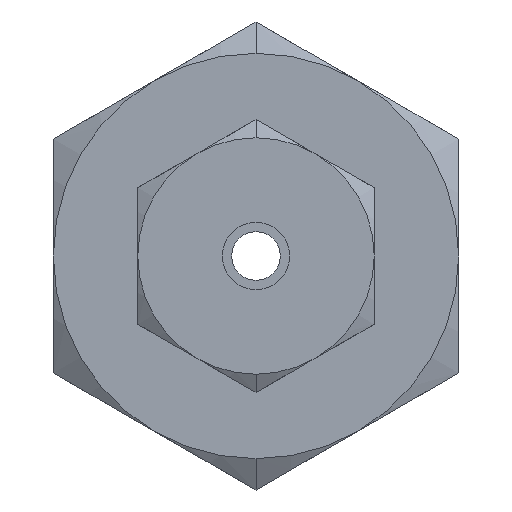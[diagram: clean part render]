
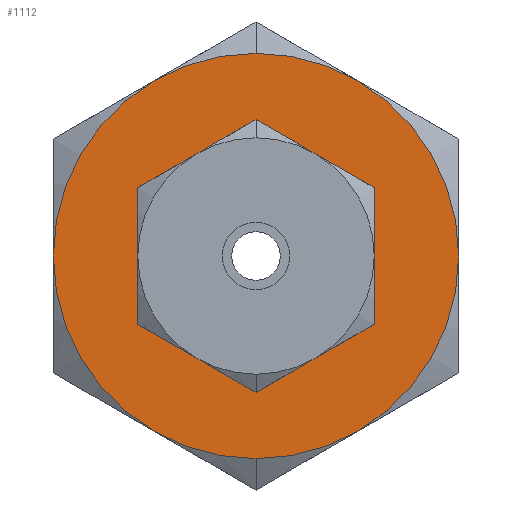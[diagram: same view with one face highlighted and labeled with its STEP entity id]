
A CAD part, left-side view. The second image highlights one B-rep face of the part: STEP entity #1112.
In plain terms, the highlighted planar face has unit normal (-1, 0, 0).
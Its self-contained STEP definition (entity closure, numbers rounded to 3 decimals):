
#96 = DIRECTION ( 'NONE',  ( -1., 0., 0. ) ) ;
#174 = EDGE_LOOP ( 'NONE', ( #4257, #8833, #5028, #1529, #1147, #1696, #4475, #1331 ) ) ;
#305 = CIRCLE ( 'NONE', #5586, 9.525 ) ;
#487 = AXIS2_PLACEMENT_3D ( 'NONE', #3361, #2644, #5527 ) ;
#668 = EDGE_CURVE ( 'NONE', #9011, #881, #4549, .T. ) ;
#776 = CARTESIAN_POINT ( 'NONE',  ( 15.24, -4.763, -8.249 ) ) ;
#881 = VERTEX_POINT ( 'NONE', #6647 ) ;
#909 = CARTESIAN_POINT ( 'NONE',  ( 15.24, 0., 0. ) ) ;
#933 = CIRCLE ( 'NONE', #6209, 9.525 ) ;
#1024 = AXIS2_PLACEMENT_3D ( 'NONE', #7049, #4879, #4215 ) ;
#1091 = AXIS2_PLACEMENT_3D ( 'NONE', #1267, #6180, #4800 ) ;
#1112 = ADVANCED_FACE ( 'NONE', ( #5594, #4173 ), #7753, .F. ) ;
#1147 = ORIENTED_EDGE ( 'NONE', *, *, #7831, .T. ) ;
#1166 = CARTESIAN_POINT ( 'NONE',  ( 15.24, 0., 3.213 ) ) ;
#1222 = DIRECTION ( 'NONE',  ( 0., -1., 0. ) ) ;
#1267 = CARTESIAN_POINT ( 'NONE',  ( 15.24, 0., 0. ) ) ;
#1282 = DIRECTION ( 'NONE',  ( -1., 0., 0. ) ) ;
#1331 = ORIENTED_EDGE ( 'NONE', *, *, #3360, .T. ) ;
#1493 = CIRCLE ( 'NONE', #6760, 9.525 ) ;
#1529 = ORIENTED_EDGE ( 'NONE', *, *, #3966, .T. ) ;
#1582 = AXIS2_PLACEMENT_3D ( 'NONE', #1962, #2176, #2985 ) ;
#1696 = ORIENTED_EDGE ( 'NONE', *, *, #7282, .T. ) ;
#1961 = VERTEX_POINT ( 'NONE', #5706 ) ;
#1962 = CARTESIAN_POINT ( 'NONE',  ( 15.24, 0., 0. ) ) ;
#1981 = CARTESIAN_POINT ( 'NONE',  ( 15.24, 0., 0. ) ) ;
#2082 = DIRECTION ( 'NONE',  ( -1., 0., 0. ) ) ;
#2116 = ORIENTED_EDGE ( 'NONE', *, *, #7782, .T. ) ;
#2176 = DIRECTION ( 'NONE',  ( -1., 0., 0. ) ) ;
#2449 = ORIENTED_EDGE ( 'NONE', *, *, #3758, .T. ) ;
#2503 = CIRCLE ( 'NONE', #7768, 9.525 ) ;
#2514 = CIRCLE ( 'NONE', #6576, 9.525 ) ;
#2642 = EDGE_CURVE ( 'NONE', #8087, #5181, #3085, .T. ) ;
#2644 = DIRECTION ( 'NONE',  ( -1., 0., 0. ) ) ;
#2691 = CARTESIAN_POINT ( 'NONE',  ( 15.24, 0., 0. ) ) ;
#2872 = DIRECTION ( 'NONE',  ( 0., 0., 1. ) ) ;
#2930 = EDGE_CURVE ( 'NONE', #9178, #8727, #3935, .T. ) ;
#2973 = DIRECTION ( 'NONE',  ( -1., 0., 0. ) ) ;
#2985 = DIRECTION ( 'NONE',  ( 0., 0.5, 0.866 ) ) ;
#3085 = CIRCLE ( 'NONE', #1582, 9.525 ) ;
#3190 = CARTESIAN_POINT ( 'NONE',  ( 15.24, -4.763, 8.249 ) ) ;
#3360 = EDGE_CURVE ( 'NONE', #8727, #9011, #1493, .T. ) ;
#3361 = CARTESIAN_POINT ( 'NONE',  ( 15.24, 0., 0. ) ) ;
#3547 = CARTESIAN_POINT ( 'NONE',  ( 15.24, 4.763, 8.249 ) ) ;
#3758 = EDGE_CURVE ( 'NONE', #1961, #5878, #4286, .T. ) ;
#3833 = CARTESIAN_POINT ( 'NONE',  ( 15.24, 0., -9.525 ) ) ;
#3935 = CIRCLE ( 'NONE', #7237, 9.525 ) ;
#3966 = EDGE_CURVE ( 'NONE', #5181, #4574, #2514, .T. ) ;
#4173 = FACE_OUTER_BOUND ( 'NONE', #174, .T. ) ;
#4215 = DIRECTION ( 'NONE',  ( 0., 1., 0. ) ) ;
#4257 = ORIENTED_EDGE ( 'NONE', *, *, #668, .T. ) ;
#4286 = CIRCLE ( 'NONE', #8806, 3.213 ) ;
#4341 = EDGE_LOOP ( 'NONE', ( #2449, #2116 ) ) ;
#4345 = DIRECTION ( 'NONE',  ( 0., 0., -1. ) ) ;
#4475 = ORIENTED_EDGE ( 'NONE', *, *, #2930, .T. ) ;
#4549 = CIRCLE ( 'NONE', #487, 9.525 ) ;
#4564 = EDGE_CURVE ( 'NONE', #881, #8087, #305, .T. ) ;
#4574 = VERTEX_POINT ( 'NONE', #5848 ) ;
#4800 = DIRECTION ( 'NONE',  ( 0., 0., 1. ) ) ;
#4879 = DIRECTION ( 'NONE',  ( 1., 0., 0. ) ) ;
#4906 = DIRECTION ( 'NONE',  ( 0., -0.5, -0.866 ) ) ;
#5028 = ORIENTED_EDGE ( 'NONE', *, *, #2642, .T. ) ;
#5181 = VERTEX_POINT ( 'NONE', #7842 ) ;
#5514 = DIRECTION ( 'NONE',  ( 0., 0.5, -0.866 ) ) ;
#5527 = DIRECTION ( 'NONE',  ( 0., -0.5, 0.866 ) ) ;
#5577 = CARTESIAN_POINT ( 'NONE',  ( 15.24, 0., 0. ) ) ;
#5586 = AXIS2_PLACEMENT_3D ( 'NONE', #2691, #2973, #2872 ) ;
#5594 = FACE_BOUND ( 'NONE', #4341, .T. ) ;
#5706 = CARTESIAN_POINT ( 'NONE',  ( 15.24, 0., -3.213 ) ) ;
#5848 = CARTESIAN_POINT ( 'NONE',  ( 15.24, 4.763, -8.249 ) ) ;
#5878 = VERTEX_POINT ( 'NONE', #1166 ) ;
#5962 = DIRECTION ( 'NONE',  ( 1., 0., 0. ) ) ;
#6180 = DIRECTION ( 'NONE',  ( 1., 0., 0. ) ) ;
#6209 = AXIS2_PLACEMENT_3D ( 'NONE', #1981, #6266, #5514 ) ;
#6266 = DIRECTION ( 'NONE',  ( -1., 0., 0. ) ) ;
#6566 = DIRECTION ( 'NONE',  ( 0., 0., -1. ) ) ;
#6576 = AXIS2_PLACEMENT_3D ( 'NONE', #5577, #2082, #8450 ) ;
#6647 = CARTESIAN_POINT ( 'NONE',  ( 15.24, 0., 9.525 ) ) ;
#6760 = AXIS2_PLACEMENT_3D ( 'NONE', #9185, #9143, #1222 ) ;
#7049 = CARTESIAN_POINT ( 'NONE',  ( 15.24, 0., 0. ) ) ;
#7237 = AXIS2_PLACEMENT_3D ( 'NONE', #9194, #1282, #4906 ) ;
#7282 = EDGE_CURVE ( 'NONE', #8331, #9178, #2503, .T. ) ;
#7727 = CARTESIAN_POINT ( 'NONE',  ( 15.24, -9.525, 0. ) ) ;
#7753 = PLANE ( 'NONE',  #1024 ) ;
#7768 = AXIS2_PLACEMENT_3D ( 'NONE', #909, #96, #4345 ) ;
#7782 = EDGE_CURVE ( 'NONE', #5878, #1961, #8608, .T. ) ;
#7831 = EDGE_CURVE ( 'NONE', #4574, #8331, #933, .T. ) ;
#7842 = CARTESIAN_POINT ( 'NONE',  ( 15.24, 9.525, 0. ) ) ;
#8087 = VERTEX_POINT ( 'NONE', #3547 ) ;
#8331 = VERTEX_POINT ( 'NONE', #3833 ) ;
#8450 = DIRECTION ( 'NONE',  ( 0., 1., 0. ) ) ;
#8608 = CIRCLE ( 'NONE', #1091, 3.213 ) ;
#8692 = CARTESIAN_POINT ( 'NONE',  ( 15.24, 0., 0. ) ) ;
#8727 = VERTEX_POINT ( 'NONE', #7727 ) ;
#8806 = AXIS2_PLACEMENT_3D ( 'NONE', #8692, #5962, #6566 ) ;
#8833 = ORIENTED_EDGE ( 'NONE', *, *, #4564, .T. ) ;
#9011 = VERTEX_POINT ( 'NONE', #3190 ) ;
#9143 = DIRECTION ( 'NONE',  ( -1., 0., 0. ) ) ;
#9178 = VERTEX_POINT ( 'NONE', #776 ) ;
#9185 = CARTESIAN_POINT ( 'NONE',  ( 15.24, 0., 0. ) ) ;
#9194 = CARTESIAN_POINT ( 'NONE',  ( 15.24, 0., 0. ) ) ;
